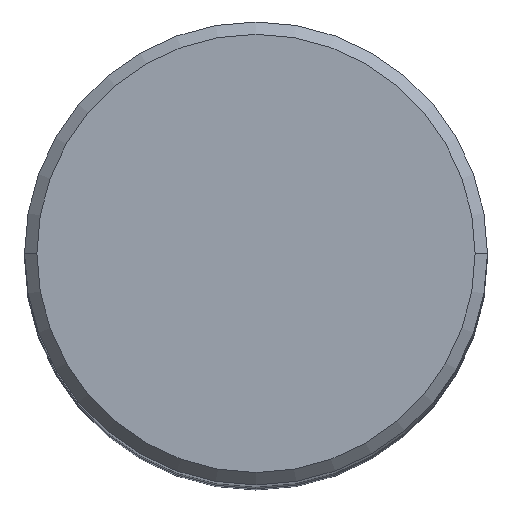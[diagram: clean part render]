
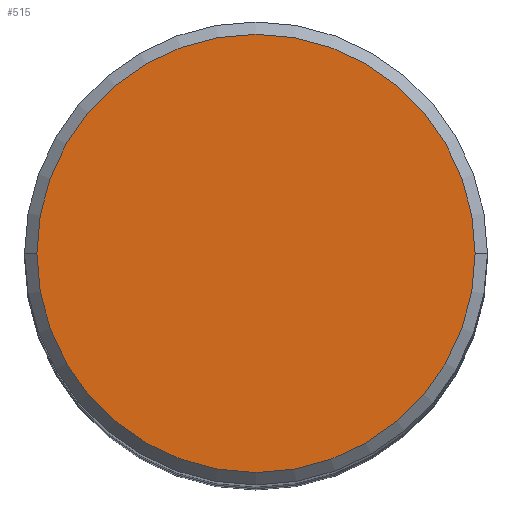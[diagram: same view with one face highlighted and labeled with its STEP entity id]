
A CAD part, top view. The second image highlights one B-rep face of the part: STEP entity #515.
In plain terms, the highlighted planar face has unit normal (0, 0, 1).
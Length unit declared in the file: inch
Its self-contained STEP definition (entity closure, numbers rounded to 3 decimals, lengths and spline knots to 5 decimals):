
#6 = DIRECTION ( 'NONE',  ( 1., 0., 0. ) ) ;
#81 = CARTESIAN_POINT ( 'NONE',  ( 0., 0., 0. ) ) ;
#91 = CIRCLE ( 'NONE', #378, 0.355 ) ;
#93 = PLANE ( 'NONE',  #125 ) ;
#99 = CARTESIAN_POINT ( 'NONE',  ( -0.355, 0., 0. ) ) ;
#125 = AXIS2_PLACEMENT_3D ( 'NONE', #532, #306, #476 ) ;
#155 = EDGE_CURVE ( 'NONE', #523, #402, #433, .T. ) ;
#158 = EDGE_LOOP ( 'NONE', ( #325, #538 ) ) ;
#250 = DIRECTION ( 'NONE',  ( 0., 0., 1. ) ) ;
#306 = DIRECTION ( 'NONE',  ( 0., 0., -1. ) ) ;
#325 = ORIENTED_EDGE ( 'NONE', *, *, #155, .T. ) ;
#336 = CARTESIAN_POINT ( 'NONE',  ( 0., 0., 0. ) ) ;
#378 = AXIS2_PLACEMENT_3D ( 'NONE', #336, #250, #6 ) ;
#402 = VERTEX_POINT ( 'NONE', #517 ) ;
#433 = CIRCLE ( 'NONE', #470, 0.355 ) ;
#459 = DIRECTION ( 'NONE',  ( 1., 0., 0. ) ) ;
#470 = AXIS2_PLACEMENT_3D ( 'NONE', #81, #509, #459 ) ;
#475 = EDGE_CURVE ( 'NONE', #402, #523, #91, .T. ) ;
#476 = DIRECTION ( 'NONE',  ( -1., 0., 0. ) ) ;
#509 = DIRECTION ( 'NONE',  ( 0., 0., 1. ) ) ;
#515 = ADVANCED_FACE ( 'NONE', ( #526 ), #93, .F. ) ;
#517 = CARTESIAN_POINT ( 'NONE',  ( 0.355, 0., 0. ) ) ;
#523 = VERTEX_POINT ( 'NONE', #99 ) ;
#526 = FACE_OUTER_BOUND ( 'NONE', #158, .T. ) ;
#532 = CARTESIAN_POINT ( 'NONE',  ( 0., 0.355, 0. ) ) ;
#538 = ORIENTED_EDGE ( 'NONE', *, *, #475, .T. ) ;
